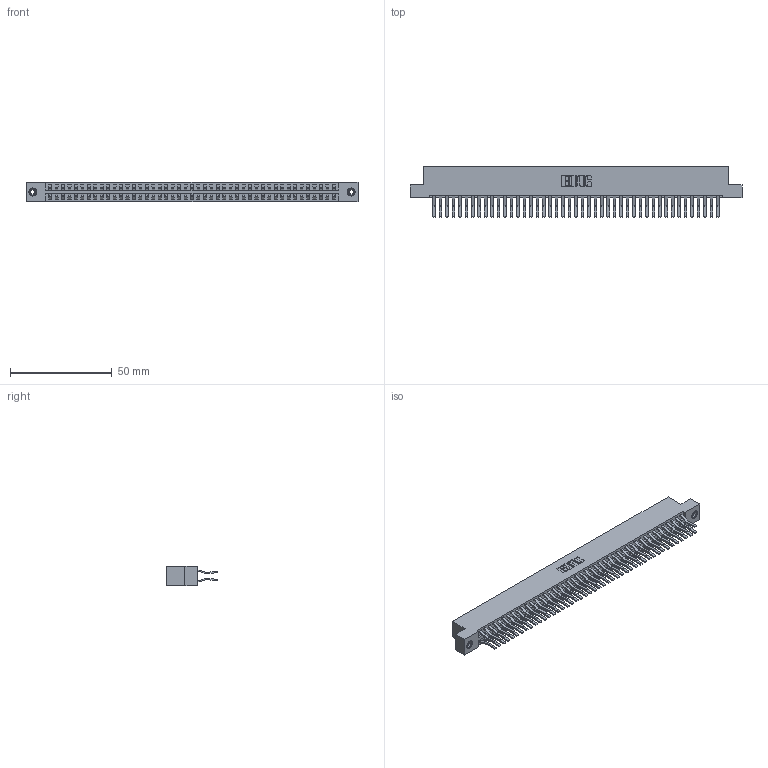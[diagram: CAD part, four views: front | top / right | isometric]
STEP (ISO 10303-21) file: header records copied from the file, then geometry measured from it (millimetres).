
FILE_DESCRIPTION (( 'STEP AP203' ), '1' );
FILE_NAME ('396-090-560-208.STEP', '2018-09-12T07:43:37', ( '' ), ( '' ), 'SwSTEP 2.0', 'SolidWorks 2016', '' );
FILE_SCHEMA (( 'CONFIG_CONTROL_DESIGN' ));
Length unit declared in the file: inch
Products named in the file (4): 345-250-001_345-250-003-102; 396-090-560-208; 346 Part_Flush Mounting Lugs - 0.156 Dia-TI; 345-292-001_560 Tail
Assembly tree (93 placements, depth 2):
  396-090-560-208
    346 Part_Flush Mounting Lugs - 0.156 Dia-TI
    345-292-001_560 Tail  x90
    345-250-001_345-250-003-102  x2
Bounding box: 163.45 x 24.78 x 9.4 mm (x, y, z)
Volume: 16545 mm3; surface area: 24383.3 mm2
Topology: 93 solids, 93 shells, 5042 faces, 14955 edges, 9842 vertices
Faces by surface type: plane 3258, cylinder 1768, cone 12, torus 4
Entity records: 30238 total; most frequent: CARTESIAN_POINT 4963, ORIENTED_EDGE 4890, DIRECTION 4455, EDGE_CURVE 2445, LINE 2109, VECTOR 2109, VERTEX_POINT 1624, AXIS2_PLACEMENT_3D 1173
